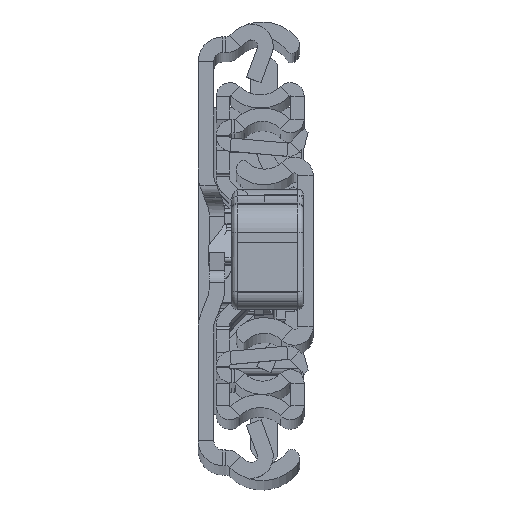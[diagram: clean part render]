
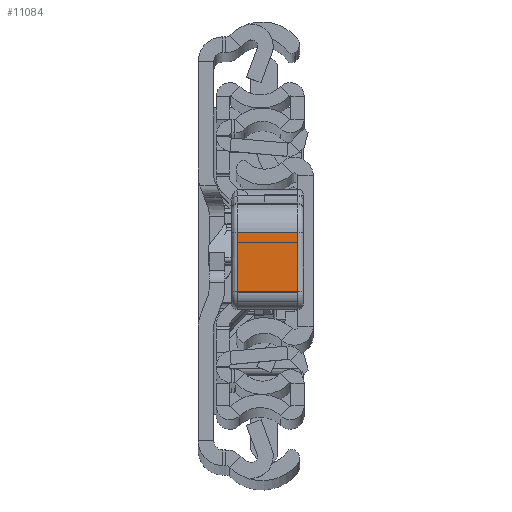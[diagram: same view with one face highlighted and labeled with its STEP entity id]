
A CAD part, top view. The second image highlights one B-rep face of the part: STEP entity #11084.
In plain terms, the highlighted face is planar.
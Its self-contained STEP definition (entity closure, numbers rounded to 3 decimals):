
#75 = FACE_OUTER_BOUND ( 'NONE', #17361, .T. ) ;
#877 = ORIENTED_EDGE ( 'NONE', *, *, #11334, .T. ) ;
#2740 = DIRECTION ( 'NONE',  ( -0.027, -1., 0. ) ) ;
#4052 = CARTESIAN_POINT ( 'NONE',  ( 39.818, -2.465, 10. ) ) ;
#4823 = DIRECTION ( 'NONE',  ( -1., 0.027, 0. ) ) ;
#6340 = VECTOR ( 'NONE', #2740, 1000. ) ;
#6845 = AXIS2_PLACEMENT_3D ( 'NONE', #10079, #4823, #28512 ) ;
#7118 = DIRECTION ( 'NONE',  ( 0., 0., 1. ) ) ;
#7361 = ORIENTED_EDGE ( 'NONE', *, *, #23380, .T. ) ;
#7979 = CARTESIAN_POINT ( 'NONE',  ( 39.818, -2.465, 0. ) ) ;
#8365 = VERTEX_POINT ( 'NONE', #32356 ) ;
#10079 = CARTESIAN_POINT ( 'NONE',  ( 39.55, -12.274, 11. ) ) ;
#10388 = VECTOR ( 'NONE', #7118, 1000. ) ;
#11084 = ADVANCED_FACE ( 'NONE', ( #75 ), #17695, .F. ) ;
#11334 = EDGE_CURVE ( 'NONE', #32988, #19662, #32716, .T. ) ;
#11406 = LINE ( 'NONE', #14279, #16047 ) ;
#12205 = CARTESIAN_POINT ( 'NONE',  ( 39.818, -2.465, 11. ) ) ;
#14279 = CARTESIAN_POINT ( 'NONE',  ( 39.55, -12.274, 0. ) ) ;
#15618 = LINE ( 'NONE', #30693, #6340 ) ;
#16047 = VECTOR ( 'NONE', #29687, 1000. ) ;
#17361 = EDGE_LOOP ( 'NONE', ( #25659, #31488, #877, #7361 ) ) ;
#17695 = PLANE ( 'NONE',  #6845 ) ;
#19662 = VERTEX_POINT ( 'NONE', #4052 ) ;
#20285 = LINE ( 'NONE', #26029, #30197 ) ;
#20992 = CARTESIAN_POINT ( 'NONE',  ( 39.55, -12.274, 0. ) ) ;
#23108 = EDGE_CURVE ( 'NONE', #32775, #32988, #11406, .T. ) ;
#23380 = EDGE_CURVE ( 'NONE', #19662, #8365, #15618, .T. ) ;
#24509 = EDGE_CURVE ( 'NONE', #8365, #32775, #20285, .T. ) ;
#25659 = ORIENTED_EDGE ( 'NONE', *, *, #24509, .T. ) ;
#25866 = DIRECTION ( 'NONE',  ( 0., 0., -1. ) ) ;
#26029 = CARTESIAN_POINT ( 'NONE',  ( 39.55, -12.274, 11. ) ) ;
#28512 = DIRECTION ( 'NONE',  ( -0.027, -1., 0. ) ) ;
#29687 = DIRECTION ( 'NONE',  ( 0.027, 1., 0. ) ) ;
#30197 = VECTOR ( 'NONE', #25866, 1000. ) ;
#30693 = CARTESIAN_POINT ( 'NONE',  ( 39.55, -12.274, 10. ) ) ;
#31488 = ORIENTED_EDGE ( 'NONE', *, *, #23108, .T. ) ;
#32356 = CARTESIAN_POINT ( 'NONE',  ( 39.55, -12.274, 10. ) ) ;
#32716 = LINE ( 'NONE', #12205, #10388 ) ;
#32775 = VERTEX_POINT ( 'NONE', #20992 ) ;
#32988 = VERTEX_POINT ( 'NONE', #7979 ) ;
